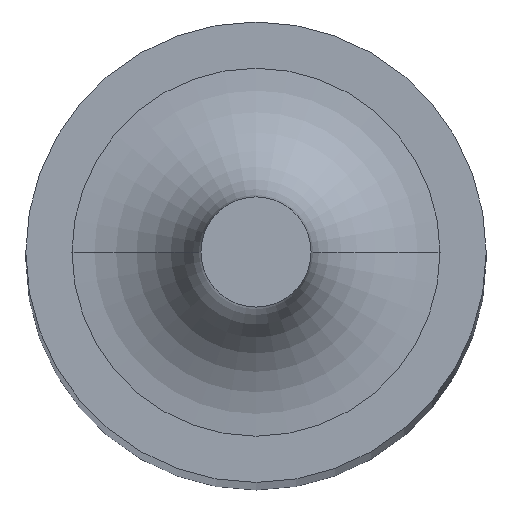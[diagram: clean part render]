
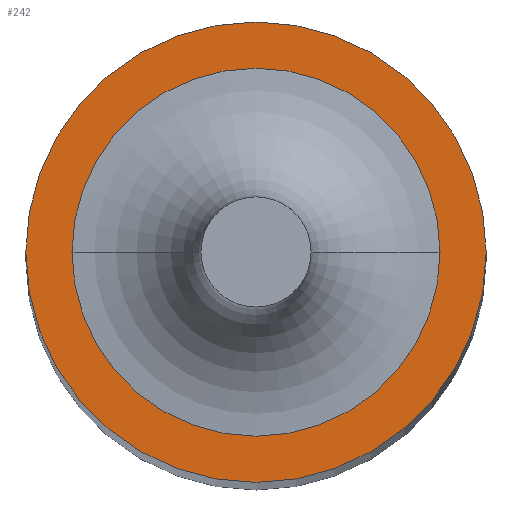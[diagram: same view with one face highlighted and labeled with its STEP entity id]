
A CAD part, top view. The second image highlights one B-rep face of the part: STEP entity #242.
In plain terms, the highlighted planar face has unit normal (0, 0, 1).
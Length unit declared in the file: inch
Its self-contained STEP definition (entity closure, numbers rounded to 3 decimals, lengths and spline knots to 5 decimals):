
#4 = DIRECTION ( 'NONE',  ( 0., 0., 1. ) ) ;
#10 = EDGE_CURVE ( 'NONE', #35, #27, #148, .T. ) ;
#12 = CARTESIAN_POINT ( 'NONE',  ( 0.09991, 0., 2.425 ) ) ;
#14 = AXIS2_PLACEMENT_3D ( 'NONE', #87, #398, #103 ) ;
#15 = DIRECTION ( 'NONE',  ( -1., 0., 0. ) ) ;
#22 = CARTESIAN_POINT ( 'NONE',  ( 0.125, 0., 2.425 ) ) ;
#24 = CIRCLE ( 'NONE', #14, 0.09991 ) ;
#27 = VERTEX_POINT ( 'NONE', #97 ) ;
#28 = EDGE_LOOP ( 'NONE', ( #357, #118 ) ) ;
#35 = VERTEX_POINT ( 'NONE', #12 ) ;
#37 = DIRECTION ( 'NONE',  ( 0., 0., 1. ) ) ;
#41 = CARTESIAN_POINT ( 'NONE',  ( 0., 0., 2.425 ) ) ;
#57 = AXIS2_PLACEMENT_3D ( 'NONE', #390, #4, #249 ) ;
#61 = EDGE_CURVE ( 'NONE', #132, #382, #137, .T. ) ;
#87 = CARTESIAN_POINT ( 'NONE',  ( 0., 0., 2.425 ) ) ;
#97 = CARTESIAN_POINT ( 'NONE',  ( -0.09991, 0., 2.425 ) ) ;
#102 = DIRECTION ( 'NONE',  ( 0., 0., -1. ) ) ;
#103 = DIRECTION ( 'NONE',  ( -1., 0., 0. ) ) ;
#118 = ORIENTED_EDGE ( 'NONE', *, *, #237, .T. ) ;
#132 = VERTEX_POINT ( 'NONE', #200 ) ;
#134 = CARTESIAN_POINT ( 'NONE',  ( 0., 0., 2.425 ) ) ;
#137 = CIRCLE ( 'NONE', #220, 0.125 ) ;
#147 = PLANE ( 'NONE',  #57 ) ;
#148 = CIRCLE ( 'NONE', #322, 0.09991 ) ;
#159 = DIRECTION ( 'NONE',  ( 1., 0., 0. ) ) ;
#166 = CARTESIAN_POINT ( 'NONE',  ( 0., 0., 2.425 ) ) ;
#189 = AXIS2_PLACEMENT_3D ( 'NONE', #41, #223, #324 ) ;
#195 = CIRCLE ( 'NONE', #189, 0.125 ) ;
#200 = CARTESIAN_POINT ( 'NONE',  ( -0.125, 0., 2.425 ) ) ;
#220 = AXIS2_PLACEMENT_3D ( 'NONE', #166, #37, #159 ) ;
#223 = DIRECTION ( 'NONE',  ( 0., 0., 1. ) ) ;
#227 = FACE_BOUND ( 'NONE', #253, .T. ) ;
#237 = EDGE_CURVE ( 'NONE', #382, #132, #195, .T. ) ;
#242 = ADVANCED_FACE ( 'NONE', ( #227, #282 ), #147, .T. ) ;
#249 = DIRECTION ( 'NONE',  ( -1., 0., 0. ) ) ;
#253 = EDGE_LOOP ( 'NONE', ( #362, #378 ) ) ;
#282 = FACE_OUTER_BOUND ( 'NONE', #28, .T. ) ;
#322 = AXIS2_PLACEMENT_3D ( 'NONE', #134, #102, #15 ) ;
#324 = DIRECTION ( 'NONE',  ( 1., 0., 0. ) ) ;
#357 = ORIENTED_EDGE ( 'NONE', *, *, #61, .T. ) ;
#362 = ORIENTED_EDGE ( 'NONE', *, *, #371, .T. ) ;
#371 = EDGE_CURVE ( 'NONE', #27, #35, #24, .T. ) ;
#378 = ORIENTED_EDGE ( 'NONE', *, *, #10, .T. ) ;
#382 = VERTEX_POINT ( 'NONE', #22 ) ;
#390 = CARTESIAN_POINT ( 'NONE',  ( -0.09991, 0., 2.425 ) ) ;
#398 = DIRECTION ( 'NONE',  ( 0., 0., -1. ) ) ;
